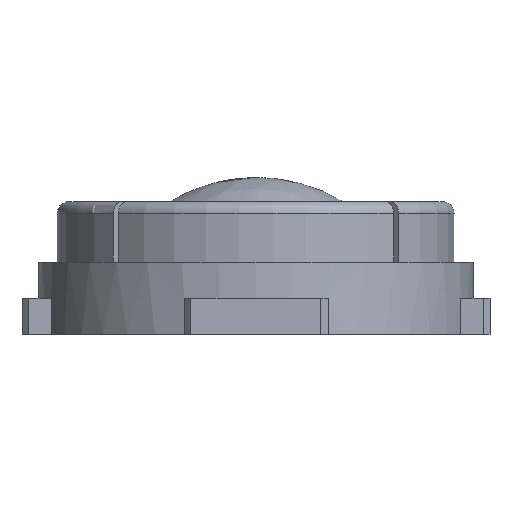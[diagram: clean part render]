
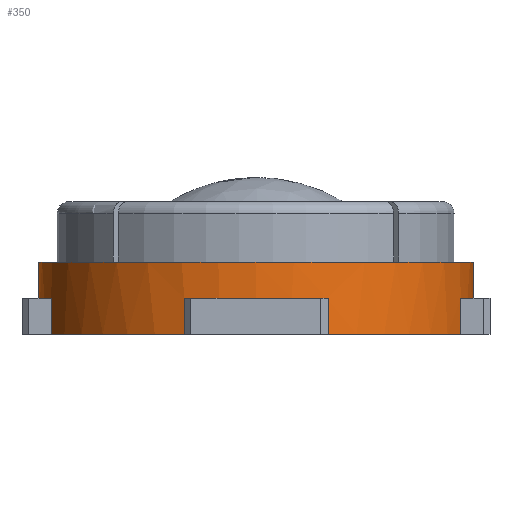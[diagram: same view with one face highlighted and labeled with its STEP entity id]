
A CAD part, front view. The second image highlights one B-rep face of the part: STEP entity #350.
In plain terms, the highlighted cylindrical face has radius 18 mm (diameter 36 mm), a partial arc.
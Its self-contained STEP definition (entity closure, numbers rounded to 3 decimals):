
#46 = CARTESIAN_POINT ( 'NONE',  ( 202.975, 440.366, 3. ) ) ;
#47 = AXIS2_PLACEMENT_3D ( 'NONE', #983, #3911, #628 ) ;
#113 = LINE ( 'NONE', #3623, #426 ) ;
#128 = ORIENTED_EDGE ( 'NONE', *, *, #314, .F. ) ;
#206 = CARTESIAN_POINT ( 'NONE',  ( 197.098, 457.379, 0. ) ) ;
#215 = CARTESIAN_POINT ( 'NONE',  ( 191.16, 440.387, 0. ) ) ;
#245 = LINE ( 'NONE', #608, #1553 ) ;
#314 = EDGE_CURVE ( 'NONE', #3568, #618, #3194, .T. ) ;
#350 = ADVANCED_FACE ( 'NONE', ( #3622 ), #389, .T. ) ;
#389 = CYLINDRICAL_SURFACE ( 'NONE', #3951, 18. ) ;
#415 = ORIENTED_EDGE ( 'NONE', *, *, #3439, .T. ) ;
#426 = VECTOR ( 'NONE', #2906, 1000. ) ;
#453 = VERTEX_POINT ( 'NONE', #1533 ) ;
#455 = ORIENTED_EDGE ( 'NONE', *, *, #2976, .T. ) ;
#494 = ORIENTED_EDGE ( 'NONE', *, *, #1580, .F. ) ;
#497 = DIRECTION ( 'NONE',  ( 0., 0., -1. ) ) ;
#528 = CARTESIAN_POINT ( 'NONE',  ( 179.098, 457.379, 3. ) ) ;
#542 = CARTESIAN_POINT ( 'NONE',  ( 197.098, 457.379, 6. ) ) ;
#608 = CARTESIAN_POINT ( 'NONE',  ( 180.137, 451.354, 3. ) ) ;
#618 = VERTEX_POINT ( 'NONE', #654 ) ;
#628 = DIRECTION ( 'NONE',  ( 1., 0., 0. ) ) ;
#643 = CARTESIAN_POINT ( 'NONE',  ( 214.06, 451.354, 3. ) ) ;
#653 = LINE ( 'NONE', #4336, #4173 ) ;
#654 = CARTESIAN_POINT ( 'NONE',  ( 215.098, 457.379, 3. ) ) ;
#731 = VERTEX_POINT ( 'NONE', #3609 ) ;
#743 = LINE ( 'NONE', #2167, #1435 ) ;
#754 = AXIS2_PLACEMENT_3D ( 'NONE', #1417, #1132, #3234 ) ;
#832 = ORIENTED_EDGE ( 'NONE', *, *, #1657, .T. ) ;
#983 = CARTESIAN_POINT ( 'NONE',  ( 197.098, 457.379, 3. ) ) ;
#1062 = DIRECTION ( 'NONE',  ( 1., 0., 0. ) ) ;
#1084 = AXIS2_PLACEMENT_3D ( 'NONE', #1296, #4251, #2378 ) ;
#1091 = DIRECTION ( 'NONE',  ( 0., 0., -1. ) ) ;
#1126 = AXIS2_PLACEMENT_3D ( 'NONE', #4016, #2098, #1062 ) ;
#1132 = DIRECTION ( 'NONE',  ( 0., 0., 1. ) ) ;
#1296 = CARTESIAN_POINT ( 'NONE',  ( 197.098, 457.379, 0. ) ) ;
#1417 = CARTESIAN_POINT ( 'NONE',  ( 197.098, 457.379, 3. ) ) ;
#1425 = CIRCLE ( 'NONE', #1126, 18. ) ;
#1434 = EDGE_CURVE ( 'NONE', #3501, #731, #3453, .T. ) ;
#1435 = VECTOR ( 'NONE', #497, 1000. ) ;
#1436 = CARTESIAN_POINT ( 'NONE',  ( 197.098, 457.379, 3. ) ) ;
#1466 = VECTOR ( 'NONE', #1091, 1000. ) ;
#1500 = EDGE_CURVE ( 'NONE', #3624, #731, #1899, .T. ) ;
#1533 = CARTESIAN_POINT ( 'NONE',  ( 179.098, 457.379, 6. ) ) ;
#1553 = VECTOR ( 'NONE', #4614, 1000. ) ;
#1580 = EDGE_CURVE ( 'NONE', #453, #3568, #1425, .T. ) ;
#1645 = CARTESIAN_POINT ( 'NONE',  ( 180.137, 451.354, 0. ) ) ;
#1657 = EDGE_CURVE ( 'NONE', #4583, #3735, #2023, .T. ) ;
#1899 = CIRCLE ( 'NONE', #1084, 18. ) ;
#1946 = AXIS2_PLACEMENT_3D ( 'NONE', #206, #2266, #3721 ) ;
#2023 = CIRCLE ( 'NONE', #754, 18. ) ;
#2044 = EDGE_CURVE ( 'NONE', #4071, #2800, #3848, .T. ) ;
#2098 = DIRECTION ( 'NONE',  ( 0., 0., 1. ) ) ;
#2167 = CARTESIAN_POINT ( 'NONE',  ( 179.098, 457.379, 6. ) ) ;
#2194 = VERTEX_POINT ( 'NONE', #215 ) ;
#2266 = DIRECTION ( 'NONE',  ( 0., 0., 1. ) ) ;
#2378 = DIRECTION ( 'NONE',  ( 1., 0., 0. ) ) ;
#2407 = EDGE_LOOP ( 'NONE', ( #128, #494, #455, #3346, #4419, #415, #2971, #832, #3393, #2609, #4192, #3183 ) ) ;
#2410 = CARTESIAN_POINT ( 'NONE',  ( 180.137, 451.354, 3. ) ) ;
#2536 = EDGE_CURVE ( 'NONE', #4583, #2194, #653, .T. ) ;
#2609 = ORIENTED_EDGE ( 'NONE', *, *, #1500, .T. ) ;
#2746 = CIRCLE ( 'NONE', #47, 18. ) ;
#2800 = VERTEX_POINT ( 'NONE', #2410 ) ;
#2906 = DIRECTION ( 'NONE',  ( 0., 0., -1. ) ) ;
#2971 = ORIENTED_EDGE ( 'NONE', *, *, #2536, .F. ) ;
#2976 = EDGE_CURVE ( 'NONE', #453, #4071, #743, .T. ) ;
#3078 = AXIS2_PLACEMENT_3D ( 'NONE', #1436, #4243, #4271 ) ;
#3183 = ORIENTED_EDGE ( 'NONE', *, *, #3930, .T. ) ;
#3194 = LINE ( 'NONE', #4640, #1466 ) ;
#3234 = DIRECTION ( 'NONE',  ( 1., 0., 0. ) ) ;
#3265 = CARTESIAN_POINT ( 'NONE',  ( 191.16, 440.387, 3. ) ) ;
#3346 = ORIENTED_EDGE ( 'NONE', *, *, #2044, .T. ) ;
#3392 = CIRCLE ( 'NONE', #1946, 18. ) ;
#3393 = ORIENTED_EDGE ( 'NONE', *, *, #4636, .T. ) ;
#3439 = EDGE_CURVE ( 'NONE', #4564, #2194, #3392, .T. ) ;
#3446 = CARTESIAN_POINT ( 'NONE',  ( 215.098, 457.379, 6. ) ) ;
#3453 = LINE ( 'NONE', #643, #4626 ) ;
#3501 = VERTEX_POINT ( 'NONE', #4428 ) ;
#3568 = VERTEX_POINT ( 'NONE', #3446 ) ;
#3609 = CARTESIAN_POINT ( 'NONE',  ( 214.06, 451.354, 0. ) ) ;
#3622 = FACE_OUTER_BOUND ( 'NONE', #2407, .T. ) ;
#3623 = CARTESIAN_POINT ( 'NONE',  ( 202.975, 440.366, 6. ) ) ;
#3624 = VERTEX_POINT ( 'NONE', #4507 ) ;
#3721 = DIRECTION ( 'NONE',  ( 1., 0., 0. ) ) ;
#3735 = VERTEX_POINT ( 'NONE', #46 ) ;
#3848 = CIRCLE ( 'NONE', #3078, 18. ) ;
#3893 = EDGE_CURVE ( 'NONE', #2800, #4564, #245, .T. ) ;
#3911 = DIRECTION ( 'NONE',  ( 0., 0., 1. ) ) ;
#3930 = EDGE_CURVE ( 'NONE', #3501, #618, #2746, .T. ) ;
#3951 = AXIS2_PLACEMENT_3D ( 'NONE', #542, #4100, #4125 ) ;
#3980 = DIRECTION ( 'NONE',  ( 0., 0., -1. ) ) ;
#4016 = CARTESIAN_POINT ( 'NONE',  ( 197.098, 457.379, 6. ) ) ;
#4071 = VERTEX_POINT ( 'NONE', #528 ) ;
#4100 = DIRECTION ( 'NONE',  ( 0., 0., -1. ) ) ;
#4125 = DIRECTION ( 'NONE',  ( -1., 0., 0. ) ) ;
#4173 = VECTOR ( 'NONE', #3980, 1000. ) ;
#4192 = ORIENTED_EDGE ( 'NONE', *, *, #1434, .F. ) ;
#4243 = DIRECTION ( 'NONE',  ( 0., 0., 1. ) ) ;
#4251 = DIRECTION ( 'NONE',  ( 0., 0., 1. ) ) ;
#4271 = DIRECTION ( 'NONE',  ( 1., 0., 0. ) ) ;
#4336 = CARTESIAN_POINT ( 'NONE',  ( 191.16, 440.387, 3. ) ) ;
#4419 = ORIENTED_EDGE ( 'NONE', *, *, #3893, .T. ) ;
#4428 = CARTESIAN_POINT ( 'NONE',  ( 214.06, 451.354, 3. ) ) ;
#4507 = CARTESIAN_POINT ( 'NONE',  ( 202.975, 440.366, 0. ) ) ;
#4564 = VERTEX_POINT ( 'NONE', #1645 ) ;
#4583 = VERTEX_POINT ( 'NONE', #3265 ) ;
#4607 = DIRECTION ( 'NONE',  ( 0., 0., -1. ) ) ;
#4614 = DIRECTION ( 'NONE',  ( 0., 0., -1. ) ) ;
#4626 = VECTOR ( 'NONE', #4607, 1000. ) ;
#4636 = EDGE_CURVE ( 'NONE', #3735, #3624, #113, .T. ) ;
#4640 = CARTESIAN_POINT ( 'NONE',  ( 215.098, 457.379, 6. ) ) ;
